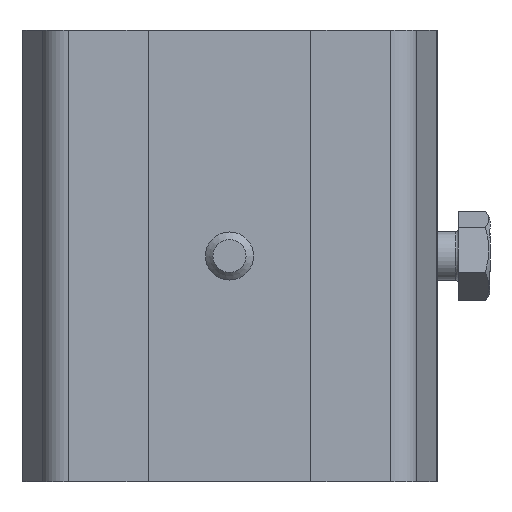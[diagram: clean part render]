
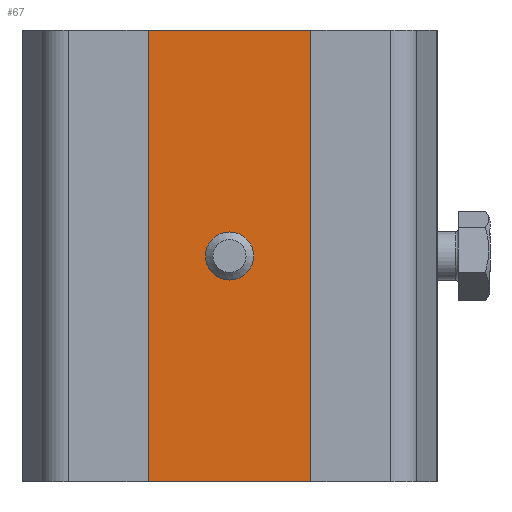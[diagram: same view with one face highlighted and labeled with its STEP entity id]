
A CAD part, front view. The second image highlights one B-rep face of the part: STEP entity #67.
In plain terms, the highlighted planar face has unit normal (0, -1, 0).
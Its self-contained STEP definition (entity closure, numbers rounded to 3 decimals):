
#67=ADVANCED_FACE('',(#2182,#2184),#2186,.F.);
#2182=FACE_BOUND('',#2183,.T.);
#2183=EDGE_LOOP('',(#3993,#3994,#3995,#3996));
#2184=FACE_BOUND('',#2185,.T.);
#2185=EDGE_LOOP('',(#3997));
#2186=PLANE('',#2187);
#2187=AXIS2_PLACEMENT_3D('',#2188,#2189,#2190);
#2188=CARTESIAN_POINT('',(69.,-3.5,-75.));
#2189=DIRECTION('',(0.,1.,0.));
#2190=DIRECTION('',(-1.,0.,0.));
#3993=ORIENTED_EDGE('',*,*,#5149,.T.);
#3994=ORIENTED_EDGE('',*,*,#5150,.F.);
#3995=ORIENTED_EDGE('',*,*,#5151,.T.);
#3996=ORIENTED_EDGE('',*,*,#5152,.F.);
#3997=ORIENTED_EDGE('',*,*,#5153,.F.);
#5149=EDGE_CURVE('',#5740,#5741,#5742,.T.);
#5150=EDGE_CURVE('',#5743,#5741,#5744,.T.);
#5151=EDGE_CURVE('',#5743,#5745,#5746,.T.);
#5152=EDGE_CURVE('',#5740,#5745,#5747,.T.);
#5153=EDGE_CURVE('',#5748,#5748,#5749,.T.);
#5740=VERTEX_POINT('',#6715);
#5741=VERTEX_POINT('',#6716);
#5742=LINE('',#6717,#6718);
#5743=VERTEX_POINT('',#6720);
#5744=LINE('',#6721,#6722);
#5745=VERTEX_POINT('',#6724);
#5746=LINE('',#6725,#6726);
#5747=LINE('',#6728,#6729);
#5748=VERTEX_POINT('',#6731);
#5749=CIRCLE('',#6732,4.);
#6715=CARTESIAN_POINT('',(4.5,-3.5,0.));
#6716=CARTESIAN_POINT('',(4.5,-3.5,-75.));
#6717=CARTESIAN_POINT('',(4.5,-3.5,0.));
#6718=VECTOR('',#6719,1.);
#6719=DIRECTION('',(0.,0.,-1.));
#6720=CARTESIAN_POINT('',(64.5,-3.5,-75.));
#6721=CARTESIAN_POINT('',(64.5,-3.5,-75.));
#6722=VECTOR('',#6723,1.);
#6723=DIRECTION('',(-1.,0.,0.));
#6724=CARTESIAN_POINT('',(64.5,-3.5,0.));
#6725=CARTESIAN_POINT('',(64.5,-3.5,-75.));
#6726=VECTOR('',#6727,1.);
#6727=DIRECTION('',(0.,0.,1.));
#6728=CARTESIAN_POINT('',(4.5,-3.5,0.));
#6729=VECTOR('',#6730,1.);
#6730=DIRECTION('',(1.,0.,0.));
#6731=CARTESIAN_POINT('',(32.5,-3.5,-40.964));
#6732=AXIS2_PLACEMENT_3D('',#6733,#6734,#6735);
#6733=CARTESIAN_POINT('',(34.5,-3.5,-37.5));
#6734=DIRECTION('',(0.,-1.,0.));
#6735=DIRECTION('',(-0.5,0.,-0.866));
